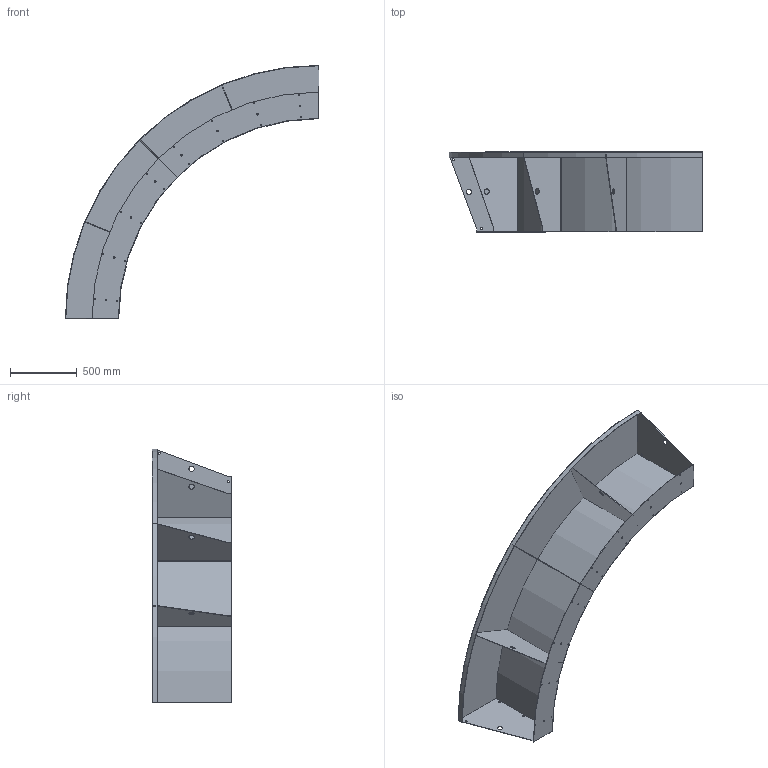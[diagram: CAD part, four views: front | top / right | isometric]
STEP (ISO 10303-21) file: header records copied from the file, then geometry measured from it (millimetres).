
FILE_DESCRIPTION (( 'STEP AP203' ), '1' );
FILE_NAME ('CRCN3_600_1500_400_Wide.STEP', '2020-05-01T06:34:02', ( '' ), ( '' ), 'SwSTEP 2.0', 'SolidWorks 2019', '' );
FILE_SCHEMA (( 'CONFIG_CONTROL_DESIGN' ));
Length unit declared in the file: millimetre
Products named in the file (7): CRCN3_600_1500_400_Bottom_Wide; CRCN3_600_1500_400_Top_Wide; CRCN3_600_1500_400_Innerwall_Wide; CR3_600_400 Con m Wide; CR3_600_400 Con Wide; CRCN3_600_1500_400_Wide; CRCN3_600_1500_400_Wall_Wide
Assembly tree (12 placements, depth 2):
  CRCN3_600_1500_400_Wide
    CRCN3_600_1500_400_Bottom_Wide  x2
    CRCN3_600_1500_400_Innerwall_Wide  x2
    CRCN3_600_1500_400_Top_Wide  x2
    CRCN3_600_1500_400_Wall_Wide
    CR3_600_400 Con m Wide  x3
    CR3_600_400 Con Wide  x2
Bounding box: 1900 x 600 x 1900 mm (x, y, z)
Volume: 11843552.6 mm3; surface area: 8002406.5 mm2
Topology: 12 solids, 12 shells, 180 faces, 468 edges, 312 vertices
Faces by surface type: cylinder 92, plane 88
Entity records: 3667 total; most frequent: DIRECTION 516, CARTESIAN_POINT 471, ORIENTED_EDGE 444, EDGE_CURVE 222, AXIS2_PLACEMENT_3D 193, VERTEX_POINT 148, LINE 130, VECTOR 130
